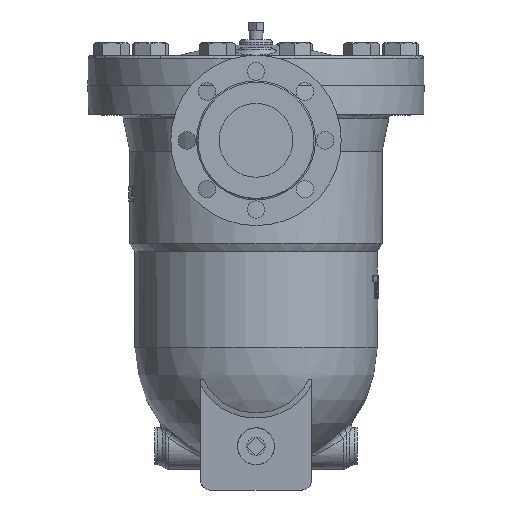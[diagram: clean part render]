
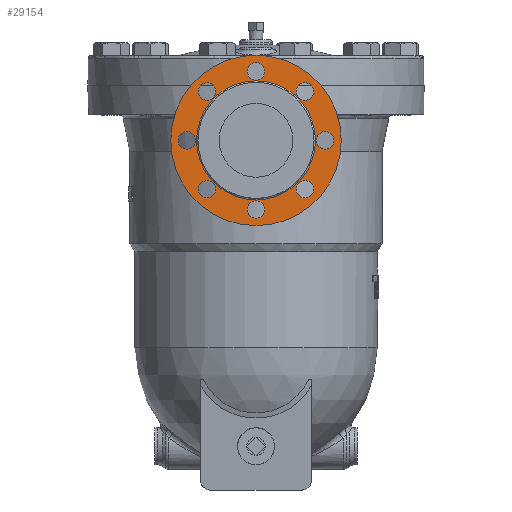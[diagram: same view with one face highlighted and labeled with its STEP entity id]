
A CAD part, left-side view. The second image highlights one B-rep face of the part: STEP entity #29154.
In plain terms, the highlighted planar face has unit normal (-1, 0, 0).
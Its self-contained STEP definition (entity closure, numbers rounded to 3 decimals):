
#28856=CARTESIAN_POINT('',(-253.0,-53.033,-103.533));
#28857=VERTEX_POINT('',#28856);
#28858=CARTESIAN_POINT('',(-253.,-53.033,-113.033));
#28859=DIRECTION('',(1.0,0.0,0.0));
#28860=DIRECTION('',(0.0,0.0,1.0));
#28861=AXIS2_PLACEMENT_3D('',#28858,#28859,#28860);
#28862=CIRCLE('',#28861,9.5);
#28863=EDGE_CURVE('',#28857,#28857,#28862,.T.);
#29047=CARTESIAN_POINT('',(-253.,0.0,17.75));
#29048=DIRECTION('',(-1.0,0.0,0.0));
#29049=DIRECTION('',(0.0,0.0,1.0));
#29050=AXIS2_PLACEMENT_3D('',#29047,#29048,#29049);
#29051=PLANE('',#29050);
#29052=CARTESIAN_POINT('',(-253.,0.0,32.5));
#29053=VERTEX_POINT('',#29052);
#29054=CARTESIAN_POINT('',(-253.0,0.0,-60.));
#29055=DIRECTION('',(-1.0,0.0,0.0));
#29056=DIRECTION('',(0.0,0.0,1.0));
#29057=AXIS2_PLACEMENT_3D('',#29054,#29055,#29056);
#29058=CIRCLE('',#29057,92.5);
#29059=EDGE_CURVE('',#29053,#29053,#29058,.T.);
#29060=ORIENTED_EDGE('',*,*,#29059,.T.);
#29061=EDGE_LOOP('',(#29060));
#29062=FACE_OUTER_BOUND('',#29061,.T.);
#29063=CARTESIAN_POINT('',(-253.0,43.533,-113.033));
#29064=VERTEX_POINT('',#29063);
#29065=CARTESIAN_POINT('',(-253.,53.033,-113.033));
#29066=DIRECTION('',(1.0,0.0,0.0));
#29067=DIRECTION('',(0.0,-1.0,0.0));
#29068=AXIS2_PLACEMENT_3D('',#29065,#29066,#29067);
#29069=CIRCLE('',#29068,9.5);
#29070=EDGE_CURVE('',#29064,#29064,#29069,.T.);
#29071=ORIENTED_EDGE('',*,*,#29070,.T.);
#29072=EDGE_LOOP('',(#29071));
#29073=FACE_BOUND('',#29072,.T.);
#29074=CARTESIAN_POINT('',(-253.0,0.0,4.6));
#29075=VERTEX_POINT('',#29074);
#29076=CARTESIAN_POINT('',(-253.0,0.0,-60.));
#29077=DIRECTION('',(-1.0,0.0,0.0));
#29078=DIRECTION('',(0.0,0.0,-1.0));
#29079=AXIS2_PLACEMENT_3D('',#29076,#29077,#29078);
#29080=CIRCLE('',#29079,64.6);
#29081=EDGE_CURVE('',#29075,#29075,#29080,.T.);
#29082=ORIENTED_EDGE('',*,*,#29081,.F.);
#29083=EDGE_LOOP('',(#29082));
#29084=FACE_BOUND('',#29083,.T.);
#29085=CARTESIAN_POINT('',(-253.0,68.282,-66.718));
#29086=VERTEX_POINT('',#29085);
#29087=CARTESIAN_POINT('',(-253.,75.,-60.));
#29088=DIRECTION('',(1.0,0.,0.));
#29089=DIRECTION('',(0.,-0.707,-0.707));
#29090=AXIS2_PLACEMENT_3D('',#29087,#29088,#29089);
#29091=CIRCLE('',#29090,9.5);
#29092=EDGE_CURVE('',#29086,#29086,#29091,.T.);
#29093=ORIENTED_EDGE('',*,*,#29092,.T.);
#29094=EDGE_LOOP('',(#29093));
#29095=FACE_BOUND('',#29094,.T.);
#29096=CARTESIAN_POINT('',(-253.0,53.033,-16.467));
#29097=VERTEX_POINT('',#29096);
#29098=CARTESIAN_POINT('',(-253.,53.033,-6.967));
#29099=DIRECTION('',(1.0,0.0,0.0));
#29100=DIRECTION('',(0.0,0.0,-1.0));
#29101=AXIS2_PLACEMENT_3D('',#29098,#29099,#29100);
#29102=CIRCLE('',#29101,9.5);
#29103=EDGE_CURVE('',#29097,#29097,#29102,.T.);
#29104=ORIENTED_EDGE('',*,*,#29103,.T.);
#29105=EDGE_LOOP('',(#29104));
#29106=FACE_BOUND('',#29105,.T.);
#29107=CARTESIAN_POINT('',(-253.0,6.718,8.282));
#29108=VERTEX_POINT('',#29107);
#29109=CARTESIAN_POINT('',(-253.,0.,15.));
#29110=DIRECTION('',(1.,0.,0.));
#29111=DIRECTION('',(0.,0.707,-0.707));
#29112=AXIS2_PLACEMENT_3D('',#29109,#29110,#29111);
#29113=CIRCLE('',#29112,9.5);
#29114=EDGE_CURVE('',#29108,#29108,#29113,.T.);
#29115=ORIENTED_EDGE('',*,*,#29114,.T.);
#29116=EDGE_LOOP('',(#29115));
#29117=FACE_BOUND('',#29116,.T.);
#29118=CARTESIAN_POINT('',(-253.0,-43.533,-6.967));
#29119=VERTEX_POINT('',#29118);
#29120=CARTESIAN_POINT('',(-253.,-53.033,-6.967));
#29121=DIRECTION('',(1.0,0.0,0.0));
#29122=DIRECTION('',(0.0,1.0,0.0));
#29123=AXIS2_PLACEMENT_3D('',#29120,#29121,#29122);
#29124=CIRCLE('',#29123,9.5);
#29125=EDGE_CURVE('',#29119,#29119,#29124,.T.);
#29126=ORIENTED_EDGE('',*,*,#29125,.T.);
#29127=EDGE_LOOP('',(#29126));
#29128=FACE_BOUND('',#29127,.T.);
#29129=CARTESIAN_POINT('',(-253.0,-68.282,-53.282));
#29130=VERTEX_POINT('',#29129);
#29131=CARTESIAN_POINT('',(-253.,-75.,-60.));
#29132=DIRECTION('',(1.,0.,0.));
#29133=DIRECTION('',(0.,0.707,0.707));
#29134=AXIS2_PLACEMENT_3D('',#29131,#29132,#29133);
#29135=CIRCLE('',#29134,9.5);
#29136=EDGE_CURVE('',#29130,#29130,#29135,.T.);
#29137=ORIENTED_EDGE('',*,*,#29136,.T.);
#29138=EDGE_LOOP('',(#29137));
#29139=FACE_BOUND('',#29138,.T.);
#29140=ORIENTED_EDGE('',*,*,#28863,.T.);
#29141=EDGE_LOOP('',(#29140));
#29142=FACE_BOUND('',#29141,.T.);
#29143=CARTESIAN_POINT('',(-253.0,-6.718,-128.282));
#29144=VERTEX_POINT('',#29143);
#29145=CARTESIAN_POINT('',(-253.,0.,-135.));
#29146=DIRECTION('',(1.0,0.,0.));
#29147=DIRECTION('',(0.,-0.707,0.707));
#29148=AXIS2_PLACEMENT_3D('',#29145,#29146,#29147);
#29149=CIRCLE('',#29148,9.5);
#29150=EDGE_CURVE('',#29144,#29144,#29149,.T.);
#29151=ORIENTED_EDGE('',*,*,#29150,.T.);
#29152=EDGE_LOOP('',(#29151));
#29153=FACE_BOUND('',#29152,.T.);
#29154=ADVANCED_FACE('',(#29062,#29073,#29084,#29095,#29106,#29117,#29128,#29139,#29142,#29153),#29051,.T.);
